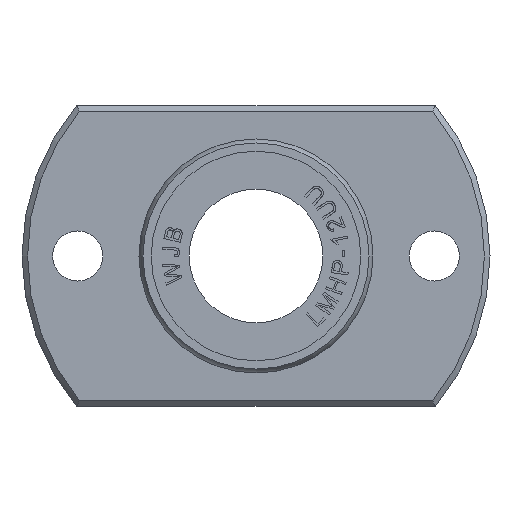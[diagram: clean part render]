
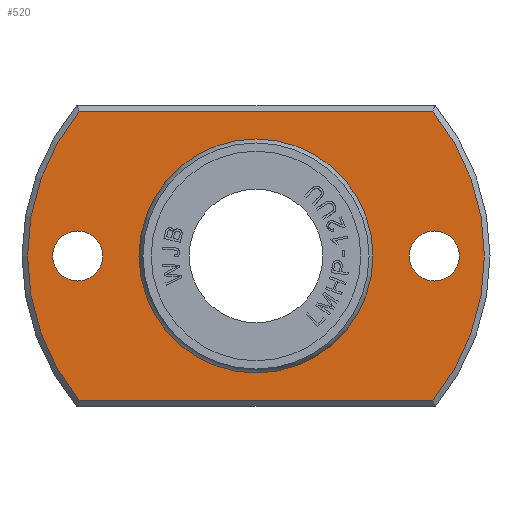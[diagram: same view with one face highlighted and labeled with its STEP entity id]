
A CAD part, left-side view. The second image highlights one B-rep face of the part: STEP entity #520.
In plain terms, the highlighted planar face has unit normal (-1, 0, 0).
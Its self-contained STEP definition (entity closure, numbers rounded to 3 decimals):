
#520=ADVANCED_FACE('',(#1247,#1248,#1249,#1250),#881,.T.);
#881=PLANE('',#6637);
#1152=CIRCLE('',#6624,20.5);
#1154=CIRCLE('',#6627,20.5);
#1158=CIRCLE('',#6634,2.25);
#1159=CIRCLE('',#6635,2.25);
#1160=CIRCLE('',#6636,10.286);
#1247=FACE_BOUND('',#1348,.T.);
#1248=FACE_BOUND('',#1349,.T.);
#1249=FACE_BOUND('',#1350,.T.);
#1250=FACE_BOUND('',#1351,.T.);
#1348=EDGE_LOOP('',(#2451));
#1349=EDGE_LOOP('',(#2452));
#1350=EDGE_LOOP('',(#2453));
#1351=EDGE_LOOP('',(#2454,#2455,#2456,#2457));
#1817=B_SPLINE_CURVE_WITH_KNOTS('',3,(#9812,#9813,#9814,#9815),.UNSPECIFIED.,
 .F.,.F.,(4,4),(0.,1.),.UNSPECIFIED.);
#1818=B_SPLINE_CURVE_WITH_KNOTS('',3,(#9816,#9817,#9818,#9819),.UNSPECIFIED.,
 .F.,.F.,(4,4),(0.,1.),.UNSPECIFIED.);
#2451=ORIENTED_EDGE('',*,*,#4891,.F.);
#2452=ORIENTED_EDGE('',*,*,#4892,.F.);
#2453=ORIENTED_EDGE('',*,*,#4893,.F.);
#2454=ORIENTED_EDGE('',*,*,#4882,.F.);
#2455=ORIENTED_EDGE('',*,*,#4894,.F.);
#2456=ORIENTED_EDGE('',*,*,#4877,.F.);
#2457=ORIENTED_EDGE('',*,*,#4895,.F.);
#4263=VERTEX_POINT('',#9759);
#4264=VERTEX_POINT('',#9760);
#4267=VERTEX_POINT('',#9777);
#4269=VERTEX_POINT('',#9780);
#4275=VERTEX_POINT('',#9807);
#4276=VERTEX_POINT('',#9809);
#4277=VERTEX_POINT('',#9811);
#4877=EDGE_CURVE('',#4263,#4264,#1152,.T.);
#4882=EDGE_CURVE('',#4267,#4269,#1154,.T.);
#4891=EDGE_CURVE('',#4275,#4275,#1158,.T.);
#4892=EDGE_CURVE('',#4276,#4276,#1159,.T.);
#4893=EDGE_CURVE('',#4277,#4277,#1160,.T.);
#4894=EDGE_CURVE('',#4264,#4267,#1817,.T.);
#4895=EDGE_CURVE('',#4269,#4263,#1818,.T.);
#6624=AXIS2_PLACEMENT_3D('',#9758,#7196,#7197);
#6627=AXIS2_PLACEMENT_3D('',#9779,#7202,#7203);
#6634=AXIS2_PLACEMENT_3D('',#9806,#7218,#7219);
#6635=AXIS2_PLACEMENT_3D('',#9808,#7220,#7221);
#6636=AXIS2_PLACEMENT_3D('',#9810,#7222,#7223);
#6637=AXIS2_PLACEMENT_3D('',#9820,#7224,#7225);
#7196=DIRECTION('',(1.,0.,0.));
#7197=DIRECTION('',(0.,0.,-1.));
#7202=DIRECTION('',(1.,0.,0.));
#7203=DIRECTION('',(0.,0.,-1.));
#7218=DIRECTION('',(-1.,0.,0.));
#7219=DIRECTION('',(0.,0.,1.));
#7220=DIRECTION('',(-1.,0.,0.));
#7221=DIRECTION('',(0.,0.,1.));
#7222=DIRECTION('',(-1.,0.,0.));
#7223=DIRECTION('',(0.,0.,1.));
#7224=DIRECTION('',(-1.,0.,0.));
#7225=DIRECTION('',(0.,0.,1.));
#9758=CARTESIAN_POINT('',(6.,0.,0.));
#9759=CARTESIAN_POINT('',(6.,-15.851,13.));
#9760=CARTESIAN_POINT('',(6.,-15.851,-13.));
#9777=CARTESIAN_POINT('',(6.,15.851,-13.));
#9779=CARTESIAN_POINT('',(6.,0.,0.));
#9780=CARTESIAN_POINT('',(6.,15.851,13.));
#9806=CARTESIAN_POINT('',(6.,-16.,0.));
#9807=CARTESIAN_POINT('',(6.,-16.,2.25));
#9808=CARTESIAN_POINT('',(6.,16.,0.));
#9809=CARTESIAN_POINT('',(6.,16.,2.25));
#9810=CARTESIAN_POINT('',(6.,0.,0.));
#9811=CARTESIAN_POINT('',(6.,0.,10.286));
#9812=CARTESIAN_POINT('',(6.,-15.851,-13.));
#9813=CARTESIAN_POINT('',(6.,-5.284,-13.));
#9814=CARTESIAN_POINT('',(6.,5.284,-13.));
#9815=CARTESIAN_POINT('',(6.,15.851,-13.));
#9816=CARTESIAN_POINT('',(6.,15.851,13.));
#9817=CARTESIAN_POINT('',(6.,5.284,13.));
#9818=CARTESIAN_POINT('',(6.,-5.284,13.));
#9819=CARTESIAN_POINT('',(6.,-15.851,13.));
#9820=CARTESIAN_POINT('',(6.,0.,15.643));
